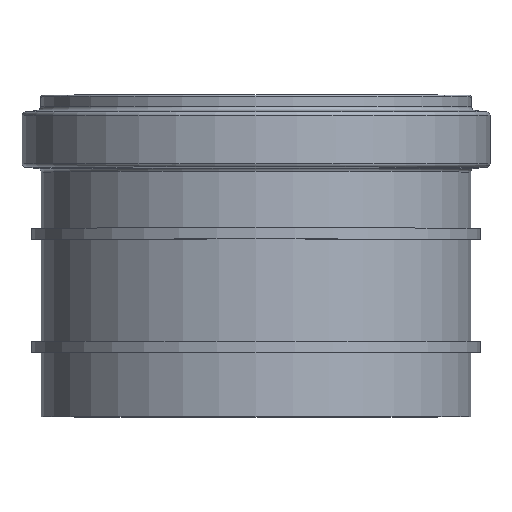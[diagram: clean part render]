
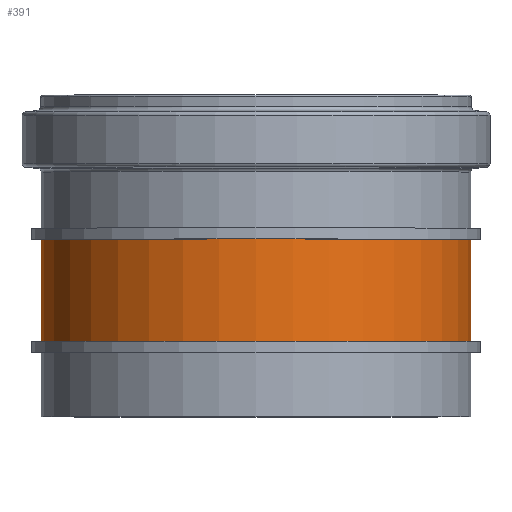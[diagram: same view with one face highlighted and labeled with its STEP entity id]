
A CAD part, top view. The second image highlights one B-rep face of the part: STEP entity #391.
In plain terms, the highlighted cylindrical face has radius 58.1 mm (diameter 116.2 mm), a full revolution.
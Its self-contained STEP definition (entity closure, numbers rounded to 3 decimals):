
#32=CYLINDRICAL_SURFACE('',#438,58.1);
#49=FACE_BOUND('',#130,.T.);
#86=FACE_OUTER_BOUND('',#129,.T.);
#129=EDGE_LOOP('',(#314));
#130=EDGE_LOOP('',(#315));
#192=CIRCLE('',#426,58.1);
#198=CIRCLE('',#437,58.1);
#229=VERTEX_POINT('',#652);
#235=VERTEX_POINT('',#669);
#266=EDGE_CURVE('',#229,#229,#192,.T.);
#272=EDGE_CURVE('',#235,#235,#198,.T.);
#314=ORIENTED_EDGE('',*,*,#272,.T.);
#315=ORIENTED_EDGE('',*,*,#266,.T.);
#391=ADVANCED_FACE('',(#86,#49),#32,.T.);
#426=AXIS2_PLACEMENT_3D('',#653,#504,#505);
#437=AXIS2_PLACEMENT_3D('',#670,#526,#527);
#438=AXIS2_PLACEMENT_3D('',#671,#528,#529);
#504=DIRECTION('center_axis',(0.,-1.,0.));
#505=DIRECTION('ref_axis',(1.,0.,0.));
#526=DIRECTION('center_axis',(0.,1.,0.));
#527=DIRECTION('ref_axis',(1.,0.,0.));
#528=DIRECTION('center_axis',(0.,-1.,0.));
#529=DIRECTION('ref_axis',(1.,0.,0.));
#652=CARTESIAN_POINT('',(0.,48.,58.1));
#653=CARTESIAN_POINT('Origin',(0.,48.,0.));
#669=CARTESIAN_POINT('',(0.,20.4,58.1));
#670=CARTESIAN_POINT('Origin',(0.,20.4,0.));
#671=CARTESIAN_POINT('Origin',(0.,33.096,0.));
